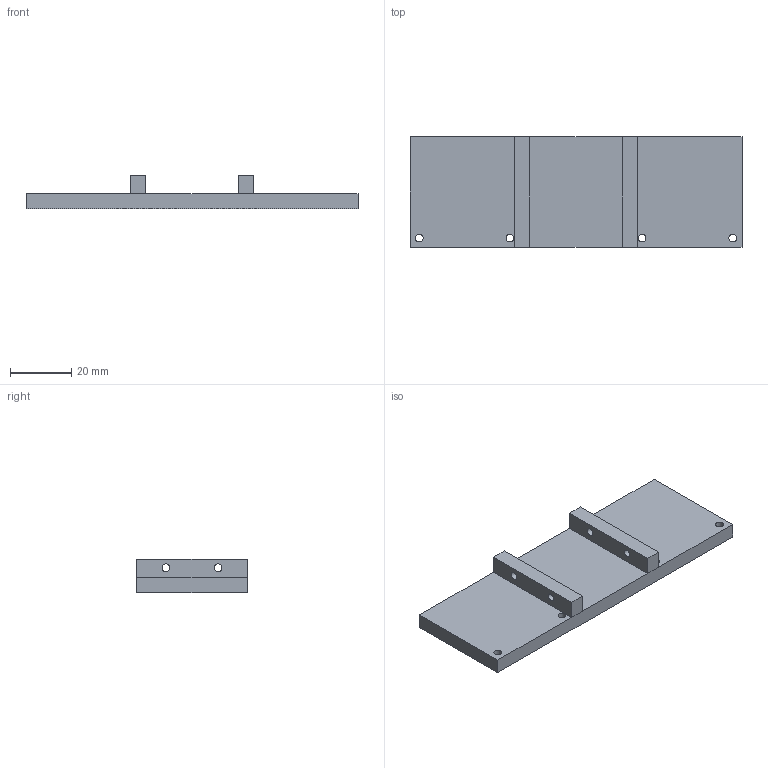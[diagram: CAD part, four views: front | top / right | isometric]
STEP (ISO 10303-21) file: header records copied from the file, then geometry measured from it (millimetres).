
FILE_DESCRIPTION(('FreeCAD Model'),'2;1');
FILE_NAME('Open CASCADE Shape Model','2022-03-29T18:40:09',('Author'),( ''),'Open CASCADE STEP processor 7.5','FreeCAD','Unknown');
FILE_SCHEMA(('AUTOMOTIVE_DESIGN { 1 0 10303 214 1 1 1 1 }'));
Length unit declared in the file: millimetre
Products named in the file (1): cam_holder
Bounding box: 108 x 36 x 11 mm (x, y, z)
Volume: 21403.7 mm3; surface area: 10435.6 mm2
Topology: 1 solids, 1 shells, 26 faces, 64 edges, 40 vertices
Faces by surface type: plane 18, cylinder 8
Full cylindrical faces by diameter (mm): 2.5 x8
Entity records: 1658 total; most frequent: CARTESIAN_POINT 283, DIRECTION 258, LINE 160, VECTOR 160, ORIENTED_EDGE 128, PCURVE 128, DEFINITIONAL_REPRESENTATION 128, EDGE_CURVE 64
